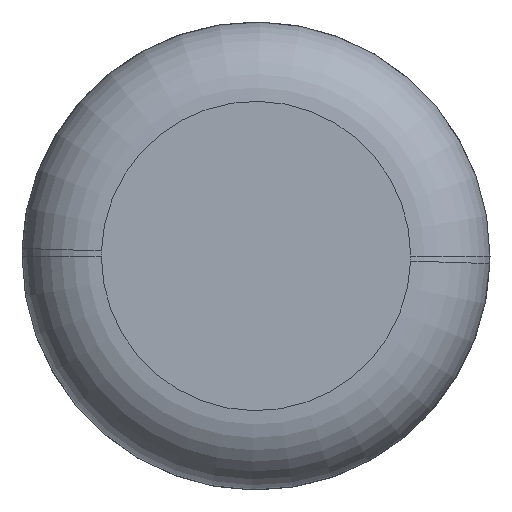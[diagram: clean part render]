
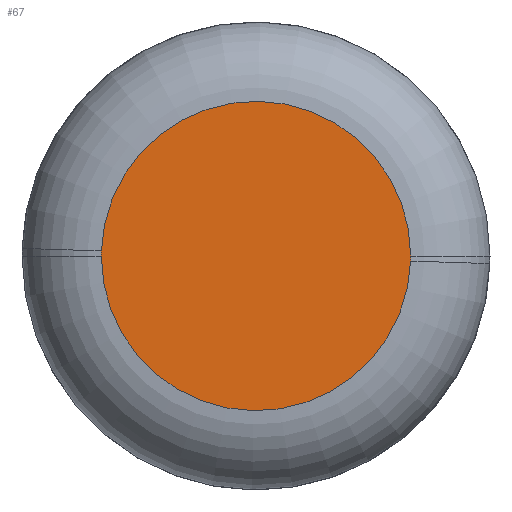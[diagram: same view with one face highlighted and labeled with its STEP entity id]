
A CAD part, left-side view. The second image highlights one B-rep face of the part: STEP entity #67.
In plain terms, the highlighted planar face has unit normal (-1, 0, 0).
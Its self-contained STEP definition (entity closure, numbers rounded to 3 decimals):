
#67=ADVANCED_FACE('',(#117),#118,.F.);
#117=FACE_OUTER_BOUND('',#171,.T.);
#118=PLANE('',#172);
#171=EDGE_LOOP('',(#338,#339,#340,#341));
#172=AXIS2_PLACEMENT_3D('',#342,#343,#344);
#338=ORIENTED_EDGE('',*,*,#429,.T.);
#339=ORIENTED_EDGE('',*,*,#390,.T.);
#340=ORIENTED_EDGE('',*,*,#430,.T.);
#341=ORIENTED_EDGE('',*,*,#386,.T.);
#342=CARTESIAN_POINT('',(0.0,0.0,0.0));
#343=DIRECTION('',(1.0,0.0,0.0));
#344=DIRECTION('',(0.0,1.0,-0.0));
#386=EDGE_CURVE('',#450,#454,#456,.T.);
#390=EDGE_CURVE('',#458,#462,#464,.T.);
#429=EDGE_CURVE('',#454,#458,#523,.T.);
#430=EDGE_CURVE('',#462,#450,#524,.T.);
#450=VERTEX_POINT('',#546);
#454=VERTEX_POINT('',#550);
#456=CIRCLE('',#552,0.975);
#458=VERTEX_POINT('',#554);
#462=VERTEX_POINT('',#558);
#464=CIRCLE('',#560,0.975);
#523=CIRCLE('',#631,0.975);
#524=CIRCLE('',#632,0.975);
#546=CARTESIAN_POINT('',(0.,-0.974,-0.032));
#550=CARTESIAN_POINT('',(0.,-0.975,0.0));
#552=AXIS2_PLACEMENT_3D('',#664,#665,#666);
#554=CARTESIAN_POINT('',(0.,0.974,0.032));
#558=CARTESIAN_POINT('',(0.,0.975,0.0));
#560=AXIS2_PLACEMENT_3D('',#676,#677,#678);
#631=AXIS2_PLACEMENT_3D('',#769,#770,#771);
#632=AXIS2_PLACEMENT_3D('',#772,#773,#774);
#664=CARTESIAN_POINT('',(0.,0.0,0.0));
#665=DIRECTION('',(-1.0,0.0,0.0));
#666=DIRECTION('',(0.0,1.0,0.0));
#676=CARTESIAN_POINT('',(0.,0.0,0.0));
#677=DIRECTION('',(-1.0,0.0,0.0));
#678=DIRECTION('',(0.0,-1.0,0.0));
#769=CARTESIAN_POINT('',(0.,0.0,0.0));
#770=DIRECTION('',(-1.0,0.0,0.0));
#771=DIRECTION('',(0.0,-1.0,0.0));
#772=CARTESIAN_POINT('',(0.,0.0,0.0));
#773=DIRECTION('',(-1.0,0.0,0.0));
#774=DIRECTION('',(0.0,1.0,0.0));
